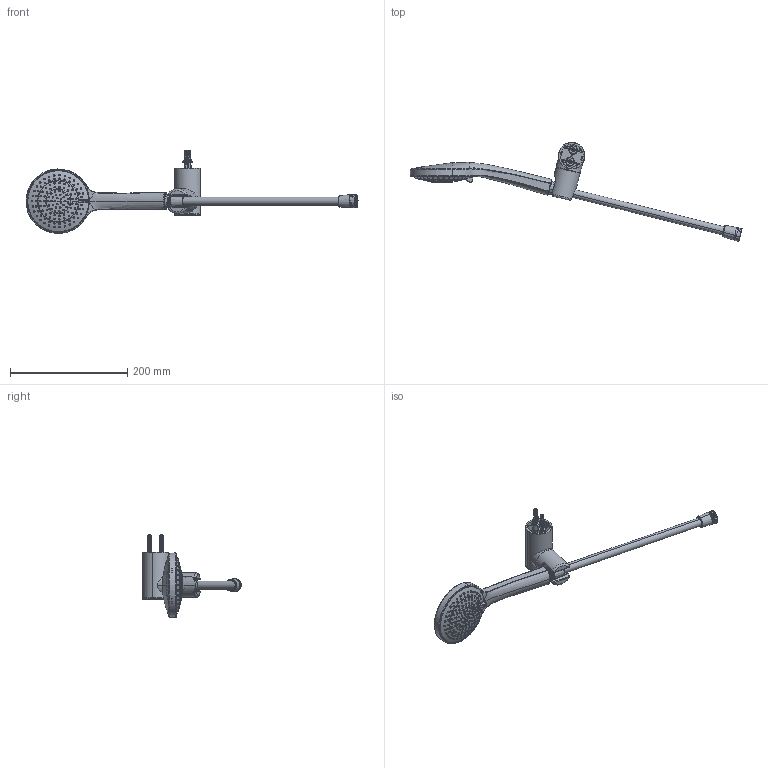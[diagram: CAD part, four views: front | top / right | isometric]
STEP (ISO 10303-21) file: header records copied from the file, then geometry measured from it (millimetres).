
FILE_DESCRIPTION((''),'2;1');
FILE_NAME('P85300M40010H21501_ASM','2025-06-25T14:40:39',('xiaohong_yang'),(''),'CREO PARAMETRIC BY PTC INC, 2021023','CREO PARAMETRIC BY PTC INC, 2021023','');
FILE_SCHEMA(('CONFIG_CONTROL_DESIGN','GEOMETRIC_VALIDATION_PROPERTIES_MIM'));
Length unit declared in the file: millimetre
Products named in the file (17): P85300-001; P85300-008; P80300-02_ASM; P85300-002; P85300-01_ASM; P85300_ASM; M40010-001; M40010-004; M40010-002; 30100036; M40130-009; M40010_ASM; H21329-401_A; H21143-101; H21263-101; H21400_ASM; P85300M40010H21501_ASM
Assembly tree (18 placements, depth 4):
  P85300M40010H21501_ASM
    P85300_ASM
      P85300-001
      P80300-02_ASM
        P85300-008
      P85300-01_ASM
        P85300-002
    M40010_ASM
      M40010-001
      M40010-004
      M40010-002
      30100036  x2
      M40130-009  x2
    H21400_ASM
      H21329-401_A
      H21143-101
      H21263-101
Bounding box: 565.88 x 168.68 x 141.26 mm (x, y, z)
Volume: 174774.3 mm3; surface area: 163776.8 mm2
Topology: 13 solids, 13 shells, 2314 faces, 5922 edges, 3732 vertices
Faces by surface type: cone 607, plane 577, bspline 384, cylinder 355, torus 332, sphere 29, extrusion 23, revolution 7
Entity records: 132673 total; most frequent: CARTESIAN_POINT 69118, ORIENTED_EDGE 10610, DIRECTION 9054, EDGE_CURVE 5305, PRESENTATION_STYLE_ASSIGNMENT 4868, STYLED_ITEM 4868, CURVE_STYLE 4861, AXIS2_PLACEMENT_3D 3737
